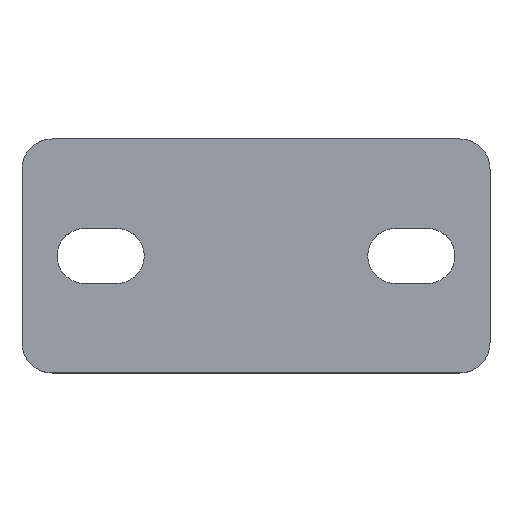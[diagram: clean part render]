
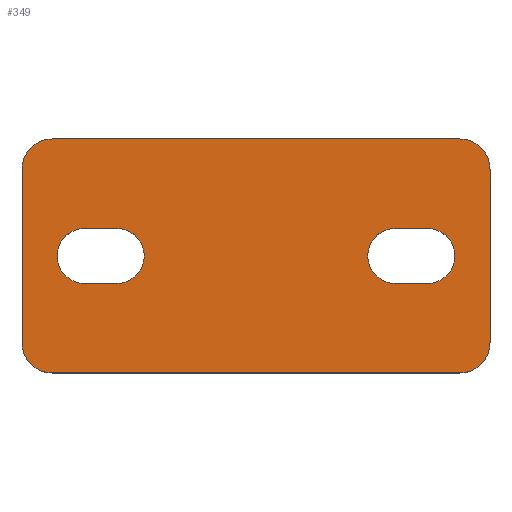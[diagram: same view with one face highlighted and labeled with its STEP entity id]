
A CAD part, top view. The second image highlights one B-rep face of the part: STEP entity #349.
In plain terms, the highlighted planar face has unit normal (0, 0, 1).
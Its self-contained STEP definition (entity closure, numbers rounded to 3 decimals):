
#15=FACE_BOUND('',#78,.T.);
#16=FACE_BOUND('',#79,.T.);
#20=CIRCLE('',#368,3.65);
#22=CIRCLE('',#372,3.65);
#24=CIRCLE('',#376,3.65);
#26=CIRCLE('',#380,3.65);
#28=CIRCLE('',#384,4.);
#30=CIRCLE('',#388,4.);
#32=CIRCLE('',#392,4.);
#34=CIRCLE('',#396,4.);
#59=FACE_OUTER_BOUND('',#77,.T.);
#77=EDGE_LOOP('',(#291,#292,#293,#294,#295,#296,#297,#298));
#78=EDGE_LOOP('',(#299,#300,#301,#302));
#79=EDGE_LOOP('',(#303,#304,#305,#306));
#85=LINE('',#509,#117);
#89=LINE('',#521,#121);
#93=LINE('',#533,#125);
#97=LINE('',#545,#129);
#101=LINE('',#557,#133);
#105=LINE('',#569,#137);
#109=LINE('',#581,#141);
#113=LINE('',#593,#145);
#117=VECTOR('',#405,10.);
#121=VECTOR('',#417,10.);
#125=VECTOR('',#429,10.);
#129=VECTOR('',#441,10.);
#133=VECTOR('',#453,10.);
#137=VECTOR('',#465,10.);
#141=VECTOR('',#477,10.);
#145=VECTOR('',#489,10.);
#149=VERTEX_POINT('',#506);
#150=VERTEX_POINT('',#508);
#152=VERTEX_POINT('',#514);
#154=VERTEX_POINT('',#520);
#157=VERTEX_POINT('',#530);
#158=VERTEX_POINT('',#532);
#160=VERTEX_POINT('',#538);
#162=VERTEX_POINT('',#544);
#165=VERTEX_POINT('',#554);
#166=VERTEX_POINT('',#556);
#168=VERTEX_POINT('',#562);
#170=VERTEX_POINT('',#568);
#172=VERTEX_POINT('',#574);
#174=VERTEX_POINT('',#580);
#176=VERTEX_POINT('',#586);
#178=VERTEX_POINT('',#592);
#181=EDGE_CURVE('',#150,#149,#85,.T.);
#184=EDGE_CURVE('',#152,#150,#20,.T.);
#187=EDGE_CURVE('',#154,#152,#89,.T.);
#190=EDGE_CURVE('',#149,#154,#22,.T.);
#193=EDGE_CURVE('',#158,#157,#93,.T.);
#196=EDGE_CURVE('',#160,#158,#24,.T.);
#199=EDGE_CURVE('',#162,#160,#97,.T.);
#202=EDGE_CURVE('',#157,#162,#26,.T.);
#205=EDGE_CURVE('',#166,#165,#101,.T.);
#208=EDGE_CURVE('',#168,#166,#28,.T.);
#211=EDGE_CURVE('',#170,#168,#105,.T.);
#214=EDGE_CURVE('',#172,#170,#30,.T.);
#217=EDGE_CURVE('',#174,#172,#109,.T.);
#220=EDGE_CURVE('',#176,#174,#32,.T.);
#223=EDGE_CURVE('',#178,#176,#113,.T.);
#226=EDGE_CURVE('',#165,#178,#34,.T.);
#291=ORIENTED_EDGE('',*,*,#226,.T.);
#292=ORIENTED_EDGE('',*,*,#223,.T.);
#293=ORIENTED_EDGE('',*,*,#220,.T.);
#294=ORIENTED_EDGE('',*,*,#217,.T.);
#295=ORIENTED_EDGE('',*,*,#214,.T.);
#296=ORIENTED_EDGE('',*,*,#211,.T.);
#297=ORIENTED_EDGE('',*,*,#208,.T.);
#298=ORIENTED_EDGE('',*,*,#205,.T.);
#299=ORIENTED_EDGE('',*,*,#202,.T.);
#300=ORIENTED_EDGE('',*,*,#199,.T.);
#301=ORIENTED_EDGE('',*,*,#196,.T.);
#302=ORIENTED_EDGE('',*,*,#193,.T.);
#303=ORIENTED_EDGE('',*,*,#190,.T.);
#304=ORIENTED_EDGE('',*,*,#187,.T.);
#305=ORIENTED_EDGE('',*,*,#184,.T.);
#306=ORIENTED_EDGE('',*,*,#181,.T.);
#331=PLANE('',#397);
#349=ADVANCED_FACE('',(#59,#15,#16),#331,.T.);
#368=AXIS2_PLACEMENT_3D('',#515,#411,#412);
#372=AXIS2_PLACEMENT_3D('',#525,#423,#424);
#376=AXIS2_PLACEMENT_3D('',#539,#435,#436);
#380=AXIS2_PLACEMENT_3D('',#549,#447,#448);
#384=AXIS2_PLACEMENT_3D('',#563,#459,#460);
#388=AXIS2_PLACEMENT_3D('',#575,#471,#472);
#392=AXIS2_PLACEMENT_3D('',#587,#483,#484);
#396=AXIS2_PLACEMENT_3D('',#597,#495,#496);
#397=AXIS2_PLACEMENT_3D('',#598,#497,#498);
#405=DIRECTION('',(1.,0.,0.));
#411=DIRECTION('center_axis',(0.,0.,-1.));
#412=DIRECTION('ref_axis',(0.,1.,0.));
#417=DIRECTION('',(-1.,0.,0.));
#423=DIRECTION('center_axis',(0.,0.,-1.));
#424=DIRECTION('ref_axis',(0.,-1.,0.));
#429=DIRECTION('',(-1.,0.,0.));
#435=DIRECTION('center_axis',(0.,0.,-1.));
#436=DIRECTION('ref_axis',(0.,-1.,0.));
#441=DIRECTION('',(1.,0.,0.));
#447=DIRECTION('center_axis',(0.,0.,-1.));
#448=DIRECTION('ref_axis',(0.,1.,0.));
#453=DIRECTION('',(1.,0.,0.));
#459=DIRECTION('center_axis',(0.,0.,1.));
#460=DIRECTION('ref_axis',(-1.,0.,0.));
#465=DIRECTION('',(0.,-1.,0.));
#471=DIRECTION('center_axis',(0.,0.,1.));
#472=DIRECTION('ref_axis',(0.,1.,0.));
#477=DIRECTION('',(-1.,0.,0.));
#483=DIRECTION('center_axis',(0.,0.,1.));
#484=DIRECTION('ref_axis',(1.,0.,0.));
#489=DIRECTION('',(0.,1.,0.));
#495=DIRECTION('center_axis',(0.,0.,1.));
#496=DIRECTION('ref_axis',(0.,-1.,0.));
#497=DIRECTION('center_axis',(0.,0.,1.));
#498=DIRECTION('ref_axis',(1.,0.,0.));
#506=CARTESIAN_POINT('',(142.062,-45.25,4.));
#508=CARTESIAN_POINT('',(137.812,-45.25,4.));
#509=CARTESIAN_POINT('',(142.062,-45.25,4.));
#514=CARTESIAN_POINT('',(137.812,-52.55,4.));
#515=CARTESIAN_POINT('Origin',(137.812,-48.9,4.));
#520=CARTESIAN_POINT('',(142.062,-52.55,4.));
#521=CARTESIAN_POINT('',(142.062,-52.55,4.));
#525=CARTESIAN_POINT('Origin',(142.062,-48.9,4.));
#530=CARTESIAN_POINT('',(96.662,-52.55,4.));
#532=CARTESIAN_POINT('',(100.912,-52.55,4.));
#533=CARTESIAN_POINT('',(96.662,-52.55,4.));
#538=CARTESIAN_POINT('',(100.912,-45.25,4.));
#539=CARTESIAN_POINT('Origin',(100.912,-48.9,4.));
#544=CARTESIAN_POINT('',(96.662,-45.25,4.));
#545=CARTESIAN_POINT('',(96.662,-45.25,4.));
#549=CARTESIAN_POINT('Origin',(96.662,-48.9,4.));
#554=CARTESIAN_POINT('',(146.362,-64.4,4.));
#556=CARTESIAN_POINT('',(92.362,-64.4,4.));
#557=CARTESIAN_POINT('',(146.362,-64.4,4.));
#562=CARTESIAN_POINT('',(88.362,-60.4,4.));
#563=CARTESIAN_POINT('Origin',(92.362,-60.4,4.));
#568=CARTESIAN_POINT('',(88.362,-37.4,4.));
#569=CARTESIAN_POINT('',(88.362,-60.4,4.));
#574=CARTESIAN_POINT('',(92.362,-33.4,4.));
#575=CARTESIAN_POINT('Origin',(92.362,-37.4,4.));
#580=CARTESIAN_POINT('',(146.362,-33.4,4.));
#581=CARTESIAN_POINT('',(92.362,-33.4,4.));
#586=CARTESIAN_POINT('',(150.362,-37.4,4.));
#587=CARTESIAN_POINT('Origin',(146.362,-37.4,4.));
#592=CARTESIAN_POINT('',(150.362,-60.4,4.));
#593=CARTESIAN_POINT('',(150.362,-37.4,4.));
#597=CARTESIAN_POINT('Origin',(146.362,-60.4,4.));
#598=CARTESIAN_POINT('Origin',(119.362,-48.9,4.));
